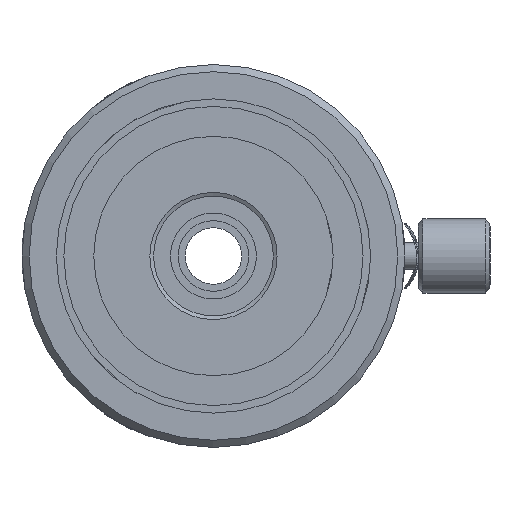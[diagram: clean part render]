
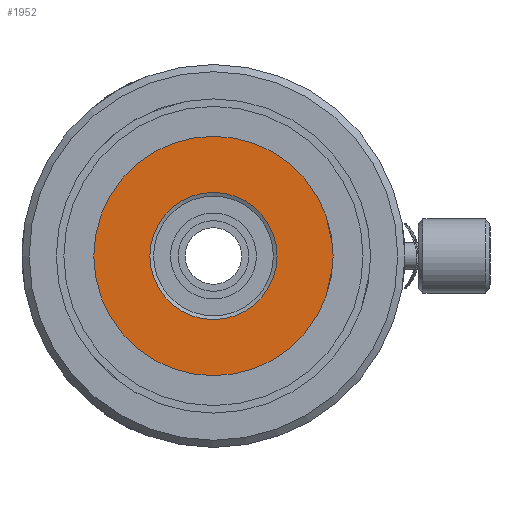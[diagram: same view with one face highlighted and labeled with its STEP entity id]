
A CAD part, left-side view. The second image highlights one B-rep face of the part: STEP entity #1952.
In plain terms, the highlighted planar face has unit normal (-1, 0, 0).
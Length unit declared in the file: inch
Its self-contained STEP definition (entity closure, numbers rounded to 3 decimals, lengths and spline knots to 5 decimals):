
#1901=CARTESIAN_POINT('',(0.593,0.26559,0.));
#1902=VERTEX_POINT('',#1901);
#1903=CARTESIAN_POINT('',(0.593,0.0,0.0));
#1904=DIRECTION('',(-1.0,0.0,0.0));
#1905=DIRECTION('',(0.0,-1.0,0.0));
#1906=AXIS2_PLACEMENT_3D('',#1903,#1904,#1905);
#1907=CIRCLE('',#1906,0.26559);
#1908=EDGE_CURVE('',#1902,#1902,#1907,.T.);
#1933=CARTESIAN_POINT('',(0.593,0.375,0.0));
#1934=DIRECTION('',(-1.0,0.0,0.0));
#1935=DIRECTION('',(0.0,0.0,1.0));
#1936=AXIS2_PLACEMENT_3D('',#1933,#1934,#1935);
#1937=PLANE('',#1936);
#1938=CARTESIAN_POINT('',(0.593,0.5,0.0));
#1939=VERTEX_POINT('',#1938);
#1940=CARTESIAN_POINT('',(0.593,0.0,0.0));
#1941=DIRECTION('',(1.0,0.0,0.0));
#1942=DIRECTION('',(0.0,1.0,0.0));
#1943=AXIS2_PLACEMENT_3D('',#1940,#1941,#1942);
#1944=CIRCLE('',#1943,0.5);
#1945=EDGE_CURVE('',#1939,#1939,#1944,.T.);
#1946=ORIENTED_EDGE('',*,*,#1945,.F.);
#1947=EDGE_LOOP('',(#1946));
#1948=FACE_OUTER_BOUND('',#1947,.T.);
#1949=ORIENTED_EDGE('',*,*,#1908,.F.);
#1950=EDGE_LOOP('',(#1949));
#1951=FACE_BOUND('',#1950,.T.);
#1952=ADVANCED_FACE('',(#1948,#1951),#1937,.T.);
